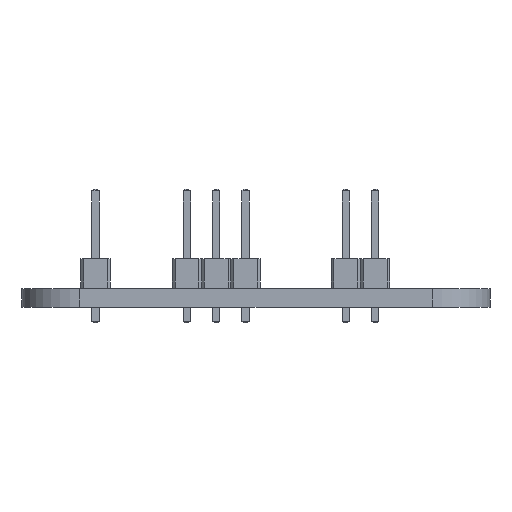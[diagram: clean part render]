
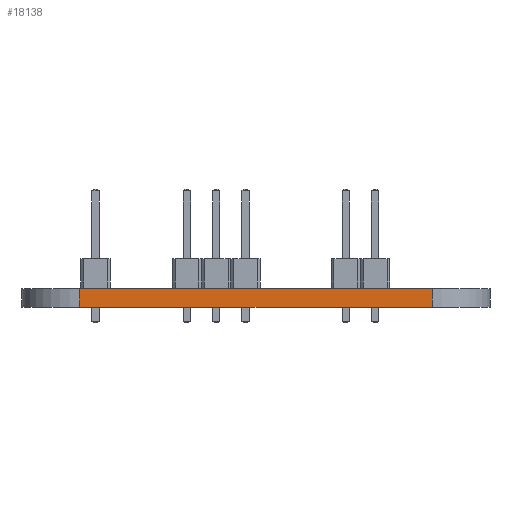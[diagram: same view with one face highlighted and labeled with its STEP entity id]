
A CAD part, front view. The second image highlights one B-rep face of the part: STEP entity #18138.
In plain terms, the highlighted planar face has unit normal (0, -1, 0).
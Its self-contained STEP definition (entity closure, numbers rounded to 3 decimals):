
#14611 = CYLINDRICAL_SURFACE('',#14612,5.);
#14612 = AXIS2_PLACEMENT_3D('',#14613,#14614,#14615);
#14613 = CARTESIAN_POINT('',(109.648,-104.982,0.));
#14614 = DIRECTION('',(0.,0.,-1.));
#14615 = DIRECTION('',(1.,0.,0.));
#14639 = PLANE('',#14640);
#14640 = AXIS2_PLACEMENT_3D('',#14641,#14642,#14643);
#14641 = CARTESIAN_POINT('',(104.648,-104.982,1.6));
#14642 = DIRECTION('',(0.,0.,1.));
#14643 = DIRECTION('',(1.,0.,0.));
#14693 = PLANE('',#14694);
#14694 = AXIS2_PLACEMENT_3D('',#14695,#14696,#14697);
#14695 = CARTESIAN_POINT('',(104.648,-104.982,0.));
#14696 = DIRECTION('',(0.,0.,1.));
#14697 = DIRECTION('',(1.,0.,0.));
#14710 = VERTEX_POINT('',#14711);
#14711 = CARTESIAN_POINT('',(109.648,-109.982,1.6));
#14733 = EDGE_CURVE('',#14734,#14710,#14736,.T.);
#14734 = VERTEX_POINT('',#14735);
#14735 = CARTESIAN_POINT('',(109.648,-109.982,0.));
#14736 = SURFACE_CURVE('',#14737,(#14741,#14748),.PCURVE_S1.);
#14737 = LINE('',#14738,#14739);
#14738 = CARTESIAN_POINT('',(109.648,-109.982,0.));
#14739 = VECTOR('',#14740,1.);
#14740 = DIRECTION('',(0.,0.,1.));
#14741 = PCURVE('',#14611,#14742);
#14742 = DEFINITIONAL_REPRESENTATION('',(#14743),#14747);
#14743 = LINE('',#14744,#14745);
#14744 = CARTESIAN_POINT('',(-4.712,0.));
#14745 = VECTOR('',#14746,1.);
#14746 = DIRECTION('',(0.,-1.));
#14747 = ( GEOMETRIC_REPRESENTATION_CONTEXT(2) 
PARAMETRIC_REPRESENTATION_CONTEXT() REPRESENTATION_CONTEXT('2D SPACE',''
  ) );
#14748 = PCURVE('',#14749,#14754);
#14749 = PLANE('',#14750);
#14750 = AXIS2_PLACEMENT_3D('',#14751,#14752,#14753);
#14751 = CARTESIAN_POINT('',(140.034,-109.982,0.));
#14752 = DIRECTION('',(0.,-1.,0.));
#14753 = DIRECTION('',(-1.,0.,0.));
#14754 = DEFINITIONAL_REPRESENTATION('',(#14755),#14759);
#14755 = LINE('',#14756,#14757);
#14756 = CARTESIAN_POINT('',(30.386,0.));
#14757 = VECTOR('',#14758,1.);
#14758 = DIRECTION('',(0.,-1.));
#14759 = ( GEOMETRIC_REPRESENTATION_CONTEXT(2) 
PARAMETRIC_REPRESENTATION_CONTEXT() REPRESENTATION_CONTEXT('2D SPACE',''
  ) );
#14866 = EDGE_CURVE('',#14867,#14734,#14869,.T.);
#14867 = VERTEX_POINT('',#14868);
#14868 = CARTESIAN_POINT('',(140.034,-109.982,0.));
#14869 = SURFACE_CURVE('',#14870,(#14874,#14881),.PCURVE_S1.);
#14870 = LINE('',#14871,#14872);
#14871 = CARTESIAN_POINT('',(140.034,-109.982,0.));
#14872 = VECTOR('',#14873,1.);
#14873 = DIRECTION('',(-1.,0.,0.));
#14874 = PCURVE('',#14693,#14875);
#14875 = DEFINITIONAL_REPRESENTATION('',(#14876),#14880);
#14876 = LINE('',#14877,#14878);
#14877 = CARTESIAN_POINT('',(35.386,-5.));
#14878 = VECTOR('',#14879,1.);
#14879 = DIRECTION('',(-1.,0.));
#14880 = ( GEOMETRIC_REPRESENTATION_CONTEXT(2) 
PARAMETRIC_REPRESENTATION_CONTEXT() REPRESENTATION_CONTEXT('2D SPACE',''
  ) );
#14881 = PCURVE('',#14749,#14882);
#14882 = DEFINITIONAL_REPRESENTATION('',(#14883),#14887);
#14883 = LINE('',#14884,#14885);
#14884 = CARTESIAN_POINT('',(0.,0.));
#14885 = VECTOR('',#14886,1.);
#14886 = DIRECTION('',(1.,0.));
#14887 = ( GEOMETRIC_REPRESENTATION_CONTEXT(2) 
PARAMETRIC_REPRESENTATION_CONTEXT() REPRESENTATION_CONTEXT('2D SPACE',''
  ) );
#14906 = CYLINDRICAL_SURFACE('',#14907,5.);
#14907 = AXIS2_PLACEMENT_3D('',#14908,#14909,#14910);
#14908 = CARTESIAN_POINT('',(140.034,-104.982,0.));
#14909 = DIRECTION('',(0.,0.,-1.));
#14910 = DIRECTION('',(1.,0.,0.));
#16645 = EDGE_CURVE('',#16646,#14710,#16648,.T.);
#16646 = VERTEX_POINT('',#16647);
#16647 = CARTESIAN_POINT('',(140.034,-109.982,1.6));
#16648 = SURFACE_CURVE('',#16649,(#16653,#16660),.PCURVE_S1.);
#16649 = LINE('',#16650,#16651);
#16650 = CARTESIAN_POINT('',(140.034,-109.982,1.6));
#16651 = VECTOR('',#16652,1.);
#16652 = DIRECTION('',(-1.,0.,0.));
#16653 = PCURVE('',#14639,#16654);
#16654 = DEFINITIONAL_REPRESENTATION('',(#16655),#16659);
#16655 = LINE('',#16656,#16657);
#16656 = CARTESIAN_POINT('',(35.386,-5.));
#16657 = VECTOR('',#16658,1.);
#16658 = DIRECTION('',(-1.,0.));
#16659 = ( GEOMETRIC_REPRESENTATION_CONTEXT(2) 
PARAMETRIC_REPRESENTATION_CONTEXT() REPRESENTATION_CONTEXT('2D SPACE',''
  ) );
#16660 = PCURVE('',#14749,#16661);
#16661 = DEFINITIONAL_REPRESENTATION('',(#16662),#16666);
#16662 = LINE('',#16663,#16664);
#16663 = CARTESIAN_POINT('',(0.,-1.6));
#16664 = VECTOR('',#16665,1.);
#16665 = DIRECTION('',(1.,0.));
#16666 = ( GEOMETRIC_REPRESENTATION_CONTEXT(2) 
PARAMETRIC_REPRESENTATION_CONTEXT() REPRESENTATION_CONTEXT('2D SPACE',''
  ) );
#18138 = ADVANCED_FACE('',(#18139),#14749,.T.);
#18139 = FACE_BOUND('',#18140,.T.);
#18140 = EDGE_LOOP('',(#18141,#18162,#18163,#18164));
#18141 = ORIENTED_EDGE('',*,*,#18142,.T.);
#18142 = EDGE_CURVE('',#14867,#16646,#18143,.T.);
#18143 = SURFACE_CURVE('',#18144,(#18148,#18155),.PCURVE_S1.);
#18144 = LINE('',#18145,#18146);
#18145 = CARTESIAN_POINT('',(140.034,-109.982,0.));
#18146 = VECTOR('',#18147,1.);
#18147 = DIRECTION('',(0.,0.,1.));
#18148 = PCURVE('',#14749,#18149);
#18149 = DEFINITIONAL_REPRESENTATION('',(#18150),#18154);
#18150 = LINE('',#18151,#18152);
#18151 = CARTESIAN_POINT('',(0.,0.));
#18152 = VECTOR('',#18153,1.);
#18153 = DIRECTION('',(0.,-1.));
#18154 = ( GEOMETRIC_REPRESENTATION_CONTEXT(2) 
PARAMETRIC_REPRESENTATION_CONTEXT() REPRESENTATION_CONTEXT('2D SPACE',''
  ) );
#18155 = PCURVE('',#14906,#18156);
#18156 = DEFINITIONAL_REPRESENTATION('',(#18157),#18161);
#18157 = LINE('',#18158,#18159);
#18158 = CARTESIAN_POINT('',(-4.712,0.));
#18159 = VECTOR('',#18160,1.);
#18160 = DIRECTION('',(0.,-1.));
#18161 = ( GEOMETRIC_REPRESENTATION_CONTEXT(2) 
PARAMETRIC_REPRESENTATION_CONTEXT() REPRESENTATION_CONTEXT('2D SPACE',''
  ) );
#18162 = ORIENTED_EDGE('',*,*,#16645,.T.);
#18163 = ORIENTED_EDGE('',*,*,#14733,.F.);
#18164 = ORIENTED_EDGE('',*,*,#14866,.F.);
